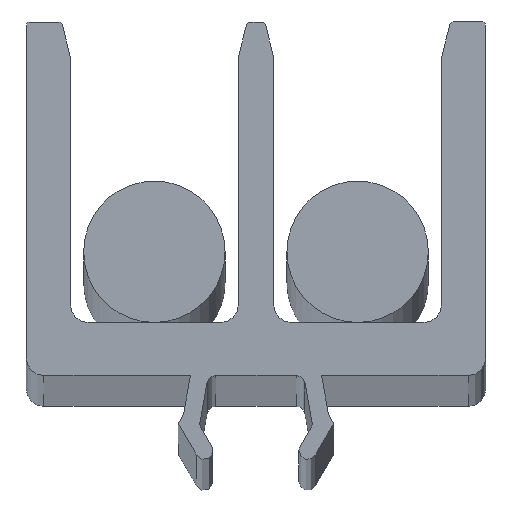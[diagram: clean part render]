
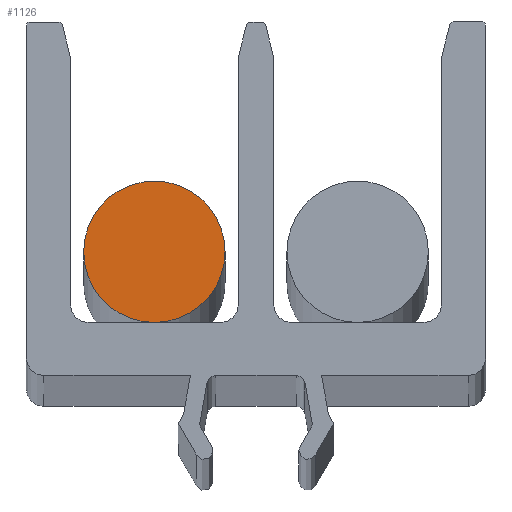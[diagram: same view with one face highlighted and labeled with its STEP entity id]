
A CAD part, top view. The second image highlights one B-rep face of the part: STEP entity #1126.
In plain terms, the highlighted planar face has unit normal (0, 0, 1).
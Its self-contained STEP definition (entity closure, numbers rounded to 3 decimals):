
#62 = CIRCLE ( 'NONE', #1522, 4. ) ;
#220 = CIRCLE ( 'NONE', #1545, 4. ) ;
#263 = VERTEX_POINT ( 'NONE', #936 ) ;
#300 = FACE_OUTER_BOUND ( 'NONE', #1462, .T. ) ;
#369 = VERTEX_POINT ( 'NONE', #692 ) ;
#551 = PLANE ( 'NONE',  #1588 ) ;
#554 = CARTESIAN_POINT ( 'NONE',  ( -10.468, 2.572, 500. ) ) ;
#571 = DIRECTION ( 'NONE',  ( 1., 0., 0. ) ) ;
#594 = DIRECTION ( 'NONE',  ( 1., 0., 0. ) ) ;
#596 = DIRECTION ( 'NONE',  ( 0., 0., 1. ) ) ;
#597 = CARTESIAN_POINT ( 'NONE',  ( -10.468, 2.572, 500. ) ) ;
#623 = DIRECTION ( 'NONE',  ( 0., 0., 1. ) ) ;
#692 = CARTESIAN_POINT ( 'NONE',  ( -14.468, 2.572, 500. ) ) ;
#889 = DIRECTION ( 'NONE',  ( 1., 0., 0. ) ) ;
#890 = DIRECTION ( 'NONE',  ( 0., 0., 1. ) ) ;
#891 = CARTESIAN_POINT ( 'NONE',  ( -10.468, 2.572, 500. ) ) ;
#936 = CARTESIAN_POINT ( 'NONE',  ( -6.468, 2.572, 500. ) ) ;
#1126 = ADVANCED_FACE ( 'NONE', ( #300 ), #551, .T. ) ;
#1161 = ORIENTED_EDGE ( 'NONE', *, *, #1628, .T. ) ;
#1462 = EDGE_LOOP ( 'NONE', ( #1476, #1161 ) ) ;
#1476 = ORIENTED_EDGE ( 'NONE', *, *, #1715, .T. ) ;
#1522 = AXIS2_PLACEMENT_3D ( 'NONE', #597, #596, #594 ) ;
#1545 = AXIS2_PLACEMENT_3D ( 'NONE', #891, #890, #889 ) ;
#1588 = AXIS2_PLACEMENT_3D ( 'NONE', #554, #623, #571 ) ;
#1628 = EDGE_CURVE ( 'NONE', #263, #369, #220, .T. ) ;
#1715 = EDGE_CURVE ( 'NONE', #369, #263, #62, .T. ) ;
